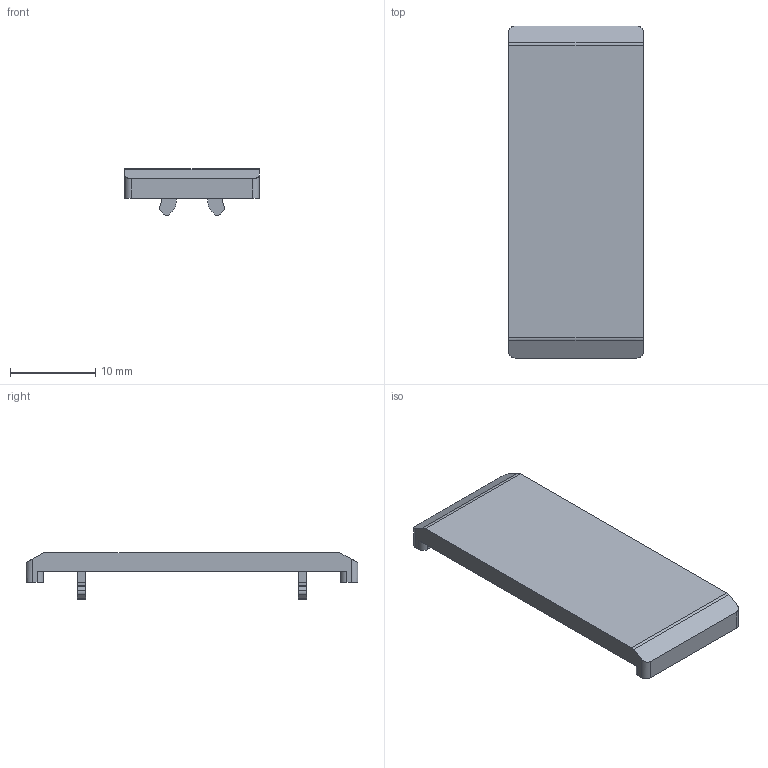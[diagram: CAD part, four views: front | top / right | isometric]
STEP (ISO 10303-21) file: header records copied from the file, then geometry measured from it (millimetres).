
FILE_DESCRIPTION(('CATIA V5R20 STEP214'),'2;1');
FILE_NAME ('5989118_2', '2014-07-24T08:43:19+00:00', ('Weidmueller Interface'), ('Weidmueller'), 'CATIA Version 5 Release 20 SP 5 (IN-10)', 'CATIA V5 STEP AP214', 'none');
FILE_SCHEMA(('AUTOMOTIVE_DESIGN { 1 0 10303 214 1 1 1 1 }'));
Length unit declared in the file: millimetre
Products named in the file (1): WAD16_N
Bounding box: 15.8 x 39 x 5.51 mm (x, y, z)
Volume: 1033.6 mm3; surface area: 1691.8 mm2
Topology: 1 solids, 1 shells, 90 faces, 248 edges, 164 vertices
Faces by surface type: plane 54, cylinder 34, extrusion 2
Entity records: 3382 total; most frequent: CARTESIAN_POINT 570, ORIENTED_EDGE 496, DIRECTION 356, EDGE_CURVE 248, VECTOR 178, LINE 176, VERTEX_POINT 164, AXIS2_PLACEMENT_3D 122
